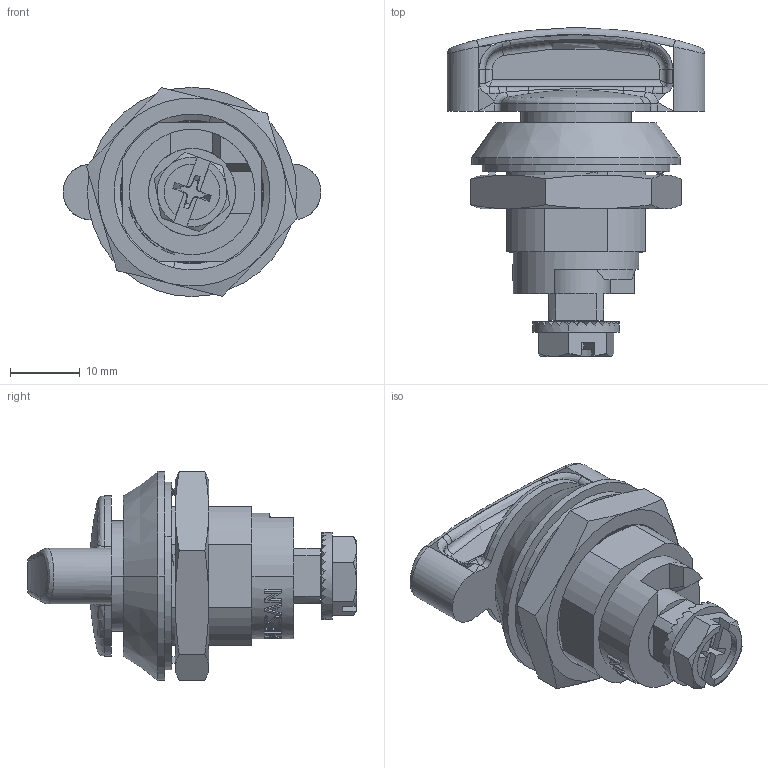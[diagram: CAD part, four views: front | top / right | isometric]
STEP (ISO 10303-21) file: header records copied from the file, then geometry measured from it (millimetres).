
FILE_DESCRIPTION (( 'STEP AP214' ), '1' );
FILE_NAME ('362.2.0.00.STEP', '2017-08-09T11:55:09', ( '' ), ( '' ), 'SwSTEP 2.0', 'SolidWorks 2017', '' );
FILE_SCHEMA (( 'AUTOMOTIVE_DESIGN' ));
Length unit declared in the file: millimetre
Products named in the file (6): 5; 4; 3; 2; 1; 362.2.0.00
Assembly tree (5 placements, depth 2):
  362.2.0.00
    1
    2
    3
    4
    5
Bounding box: 37 x 47.2 x 30 mm (x, y, z)
Volume: 13019.4 mm3; surface area: 10227.9 mm2
Topology: 5 solids, 5 shells, 434 faces, 1105 edges, 698 vertices
Faces by surface type: plane 224, cylinder 93, bspline 67, cone 28, torus 22
Entity records: 21481 total; most frequent: CARTESIAN_POINT 11361, ORIENTED_EDGE 2202, DIRECTION 1885, EDGE_CURVE 1101, VERTEX_POINT 698, AXIS2_PLACEMENT_3D 658, VECTOR 569, LINE 569
